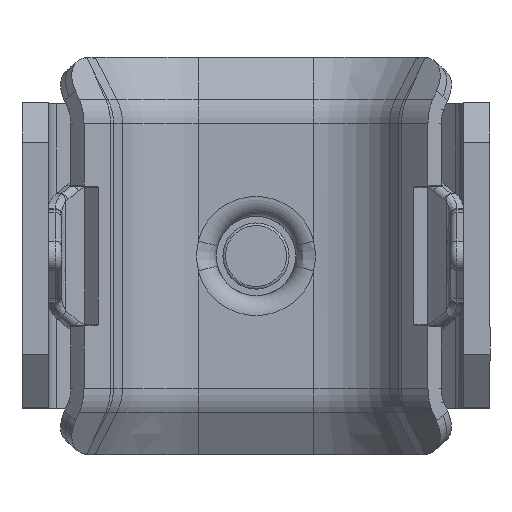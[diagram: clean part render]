
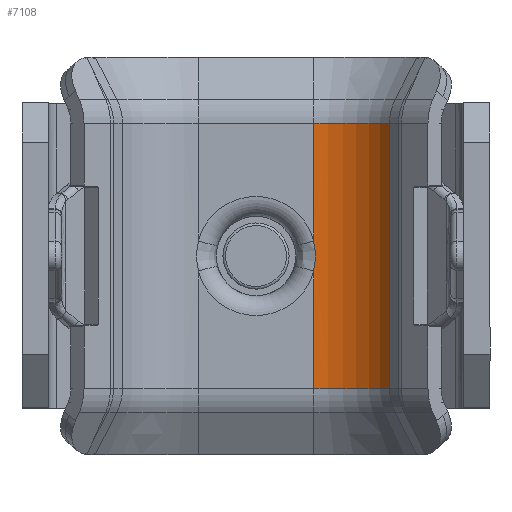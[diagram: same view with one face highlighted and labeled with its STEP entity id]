
A CAD part, top view. The second image highlights one B-rep face of the part: STEP entity #7108.
In plain terms, the highlighted cylindrical face has radius 7 mm (diameter 14 mm), a partial arc.
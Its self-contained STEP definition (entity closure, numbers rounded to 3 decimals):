
#203=B_SPLINE_CURVE_WITH_KNOTS('',3,(#10778,#10779,#10780,#10781),
 .UNSPECIFIED.,.F.,.F.,(4,4),(-6.283,0.),
 .UNSPECIFIED.);
#539=FACE_OUTER_BOUND('',#985,.T.);
#985=EDGE_LOOP('',(#4870,#4871,#4872,#4873,#4874,#4875));
#1466=LINE('',#10788,#2047);
#1467=LINE('',#10792,#2048);
#1468=LINE('',#10795,#2049);
#2047=VECTOR('',#8554,10.);
#2048=VECTOR('',#8557,10.);
#2049=VECTOR('',#8560,10.);
#2609=CIRCLE('',#7657,7.);
#2610=CIRCLE('',#7658,7.);
#3012=VERTEX_POINT('',#10711);
#3020=VERTEX_POINT('',#10755);
#3021=VERTEX_POINT('',#10787);
#3022=VERTEX_POINT('',#10789);
#3023=VERTEX_POINT('',#10791);
#3024=VERTEX_POINT('',#10793);
#3715=EDGE_CURVE('',#3012,#3020,#203,.T.);
#3717=EDGE_CURVE('',#3021,#3012,#1466,.T.);
#3718=EDGE_CURVE('',#3022,#3021,#2609,.T.);
#3719=EDGE_CURVE('',#3022,#3023,#1467,.T.);
#3720=EDGE_CURVE('',#3023,#3024,#2610,.T.);
#3721=EDGE_CURVE('',#3020,#3024,#1468,.T.);
#4870=ORIENTED_EDGE('',*,*,#3715,.F.);
#4871=ORIENTED_EDGE('',*,*,#3717,.F.);
#4872=ORIENTED_EDGE('',*,*,#3718,.F.);
#4873=ORIENTED_EDGE('',*,*,#3719,.T.);
#4874=ORIENTED_EDGE('',*,*,#3720,.T.);
#4875=ORIENTED_EDGE('',*,*,#3721,.F.);
#6967=CYLINDRICAL_SURFACE('',#7656,7.);
#7108=ADVANCED_FACE('',(#539),#6967,.F.);
#7656=AXIS2_PLACEMENT_3D('',#10786,#8552,#8553);
#7657=AXIS2_PLACEMENT_3D('',#10790,#8555,#8556);
#7658=AXIS2_PLACEMENT_3D('',#10794,#8558,#8559);
#8552=DIRECTION('center_axis',(-1.,0.,0.));
#8553=DIRECTION('ref_axis',(0.,0.954,-0.301));
#8554=DIRECTION('',(-1.,0.,0.));
#8555=DIRECTION('center_axis',(-1.,0.,0.));
#8556=DIRECTION('ref_axis',(0.,0.985,0.174));
#8557=DIRECTION('',(-1.,0.,0.));
#8558=DIRECTION('center_axis',(-1.,0.,0.));
#8559=DIRECTION('ref_axis',(0.,0.985,0.174));
#8560=DIRECTION('',(-1.,0.,0.));
#10711=CARTESIAN_POINT('',(-13.871,-1.708,-10.501));
#10755=CARTESIAN_POINT('',(-16.129,-1.708,-10.501));
#10778=CARTESIAN_POINT('Ctrl Pts',(-13.871,-1.708,
-10.501));
#10779=CARTESIAN_POINT('Ctrl Pts',(-14.607,-1.597,
-10.39));
#10780=CARTESIAN_POINT('Ctrl Pts',(-15.393,-1.597,-10.39));
#10781=CARTESIAN_POINT('Ctrl Pts',(-16.129,-1.708,
-10.501));
#10786=CARTESIAN_POINT('Origin',(-15.,-6.658,-5.551));
#10787=CARTESIAN_POINT('',(-4.975,-1.708,-10.501));
#10788=CARTESIAN_POINT('',(-25.025,-1.708,-10.501));
#10789=CARTESIAN_POINT('',(-4.975,0.235,-4.335));
#10790=CARTESIAN_POINT('Origin',(-4.975,-6.658,-5.551));
#10791=CARTESIAN_POINT('',(-25.025,0.235,-4.335));
#10792=CARTESIAN_POINT('',(-25.025,0.235,-4.335));
#10793=CARTESIAN_POINT('',(-25.025,-1.708,-10.501));
#10794=CARTESIAN_POINT('Origin',(-25.025,-6.658,-5.551));
#10795=CARTESIAN_POINT('',(-25.025,-1.708,-10.501));
